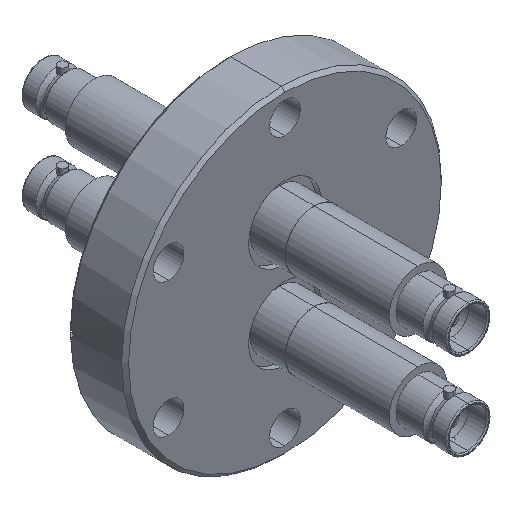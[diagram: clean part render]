
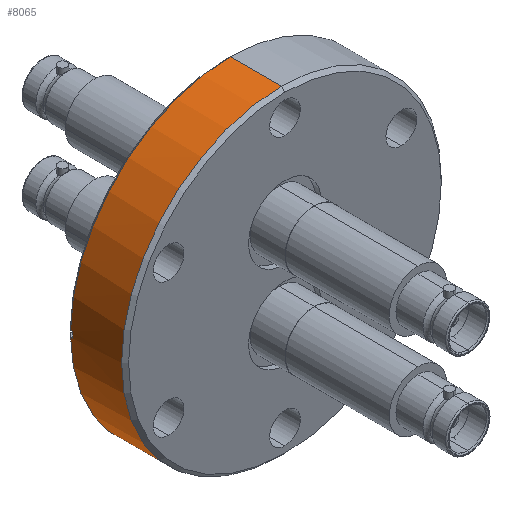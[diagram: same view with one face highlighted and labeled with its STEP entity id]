
A CAD part, isometric view. The second image highlights one B-rep face of the part: STEP entity #8065.
In plain terms, the highlighted cylindrical face has radius 34.925 mm (diameter 69.85 mm), a partial arc.
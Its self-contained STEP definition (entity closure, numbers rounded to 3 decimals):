
#49 = EDGE_CURVE ( 'NONE', #12168, #16547, #4415, .T. ) ;
#81 = VERTEX_POINT ( 'NONE', #17431 ) ;
#872 = DIRECTION ( 'NONE',  ( 0., 0., 1. ) ) ;
#892 = CARTESIAN_POINT ( 'NONE',  ( -34.919, 0.533, 0.635 ) ) ;
#1247 = DIRECTION ( 'NONE',  ( 0., 0., 1. ) ) ;
#1620 = CIRCLE ( 'NONE', #20822, 34.925 ) ;
#1644 = VERTEX_POINT ( 'NONE', #18407 ) ;
#1714 = ORIENTED_EDGE ( 'NONE', *, *, #49, .T. ) ;
#1838 = CARTESIAN_POINT ( 'NONE',  ( -34.919, 0.025, 0.635 ) ) ;
#2260 = CARTESIAN_POINT ( 'NONE',  ( 0., 0., 34.925 ) ) ;
#2348 = CARTESIAN_POINT ( 'NONE',  ( 0., 0.533, 0. ) ) ;
#3009 = EDGE_CURVE ( 'NONE', #19153, #9360, #7094, .T. ) ;
#3031 = EDGE_CURVE ( 'NONE', #21117, #16547, #20336, .T. ) ;
#3064 = DIRECTION ( 'NONE',  ( 0., 1., 0. ) ) ;
#3314 = AXIS2_PLACEMENT_3D ( 'NONE', #8338, #14785, #11764 ) ;
#3342 = EDGE_CURVE ( 'NONE', #1644, #19153, #17495, .T. ) ;
#3804 = CARTESIAN_POINT ( 'NONE',  ( -34.919, 0., 0.635 ) ) ;
#4095 = AXIS2_PLACEMENT_3D ( 'NONE', #19878, #6861, #5138 ) ;
#4415 = CIRCLE ( 'NONE', #12627, 34.925 ) ;
#4624 = ORIENTED_EDGE ( 'NONE', *, *, #3009, .T. ) ;
#5138 = DIRECTION ( 'NONE',  ( 0., 0., 1. ) ) ;
#5225 = EDGE_CURVE ( 'NONE', #1644, #81, #15361, .T. ) ;
#5254 = AXIS2_PLACEMENT_3D ( 'NONE', #2348, #16766, #8911 ) ;
#5735 = ORIENTED_EDGE ( 'NONE', *, *, #5225, .F. ) ;
#6861 = DIRECTION ( 'NONE',  ( 0., 1., 0. ) ) ;
#7094 = LINE ( 'NONE', #2260, #9579 ) ;
#7518 = VECTOR ( 'NONE', #15808, 1000. ) ;
#7529 = CARTESIAN_POINT ( 'NONE',  ( 0., 0.025, 0. ) ) ;
#7540 = CARTESIAN_POINT ( 'NONE',  ( 0., 0.533, 34.925 ) ) ;
#7946 = CARTESIAN_POINT ( 'NONE',  ( -34.919, 0.533, -0.635 ) ) ;
#8065 = ADVANCED_FACE ( 'NONE', ( #19952 ), #16410, .T. ) ;
#8338 = CARTESIAN_POINT ( 'NONE',  ( 0., 0., 0. ) ) ;
#8911 = DIRECTION ( 'NONE',  ( 0., 0., 1. ) ) ;
#9023 = DIRECTION ( 'NONE',  ( 0., 1., 0. ) ) ;
#9253 = CARTESIAN_POINT ( 'NONE',  ( -34.919, 0., -0.635 ) ) ;
#9270 = CARTESIAN_POINT ( 'NONE',  ( -34.919, 0.025, -0.635 ) ) ;
#9360 = VERTEX_POINT ( 'NONE', #7540 ) ;
#9387 = CIRCLE ( 'NONE', #5254, 34.925 ) ;
#9579 = VECTOR ( 'NONE', #10652, 1000. ) ;
#9924 = EDGE_LOOP ( 'NONE', ( #5735, #17871, #4624, #12211, #9956, #1714, #12618, #15441 ) ) ;
#9956 = ORIENTED_EDGE ( 'NONE', *, *, #11616, .F. ) ;
#10652 = DIRECTION ( 'NONE',  ( 0., 1., 0. ) ) ;
#11616 = EDGE_CURVE ( 'NONE', #12168, #19463, #18327, .T. ) ;
#11764 = DIRECTION ( 'NONE',  ( 0., 0., 1. ) ) ;
#12168 = VERTEX_POINT ( 'NONE', #1838 ) ;
#12211 = ORIENTED_EDGE ( 'NONE', *, *, #21260, .F. ) ;
#12325 = CARTESIAN_POINT ( 'NONE',  ( 0., -10.643, 34.925 ) ) ;
#12618 = ORIENTED_EDGE ( 'NONE', *, *, #3031, .F. ) ;
#12627 = AXIS2_PLACEMENT_3D ( 'NONE', #7529, #15588, #872 ) ;
#13484 = DIRECTION ( 'NONE',  ( 0., 1., 0. ) ) ;
#13738 = EDGE_CURVE ( 'NONE', #81, #21117, #1620, .T. ) ;
#14785 = DIRECTION ( 'NONE',  ( 0., 1., 0. ) ) ;
#15361 = LINE ( 'NONE', #18690, #16030 ) ;
#15441 = ORIENTED_EDGE ( 'NONE', *, *, #13738, .F. ) ;
#15588 = DIRECTION ( 'NONE',  ( 0., -1., 0. ) ) ;
#15808 = DIRECTION ( 'NONE',  ( 0., -1., 0. ) ) ;
#16030 = VECTOR ( 'NONE', #9023, 1000. ) ;
#16410 = CYLINDRICAL_SURFACE ( 'NONE', #3314, 34.925 ) ;
#16547 = VERTEX_POINT ( 'NONE', #9270 ) ;
#16766 = DIRECTION ( 'NONE',  ( 0., 1., 0. ) ) ;
#17431 = CARTESIAN_POINT ( 'NONE',  ( 0., 0.533, -34.925 ) ) ;
#17495 = CIRCLE ( 'NONE', #4095, 34.925 ) ;
#17871 = ORIENTED_EDGE ( 'NONE', *, *, #3342, .T. ) ;
#18327 = LINE ( 'NONE', #3804, #19607 ) ;
#18407 = CARTESIAN_POINT ( 'NONE',  ( 0., -10.643, -34.925 ) ) ;
#18690 = CARTESIAN_POINT ( 'NONE',  ( 0., 0., -34.925 ) ) ;
#19153 = VERTEX_POINT ( 'NONE', #12325 ) ;
#19199 = CARTESIAN_POINT ( 'NONE',  ( 0., 0.533, 0. ) ) ;
#19463 = VERTEX_POINT ( 'NONE', #892 ) ;
#19607 = VECTOR ( 'NONE', #13484, 1000. ) ;
#19878 = CARTESIAN_POINT ( 'NONE',  ( 0., -10.643, 0. ) ) ;
#19952 = FACE_OUTER_BOUND ( 'NONE', #9924, .T. ) ;
#20336 = LINE ( 'NONE', #9253, #7518 ) ;
#20822 = AXIS2_PLACEMENT_3D ( 'NONE', #19199, #3064, #1247 ) ;
#21117 = VERTEX_POINT ( 'NONE', #7946 ) ;
#21260 = EDGE_CURVE ( 'NONE', #19463, #9360, #9387, .T. ) ;
